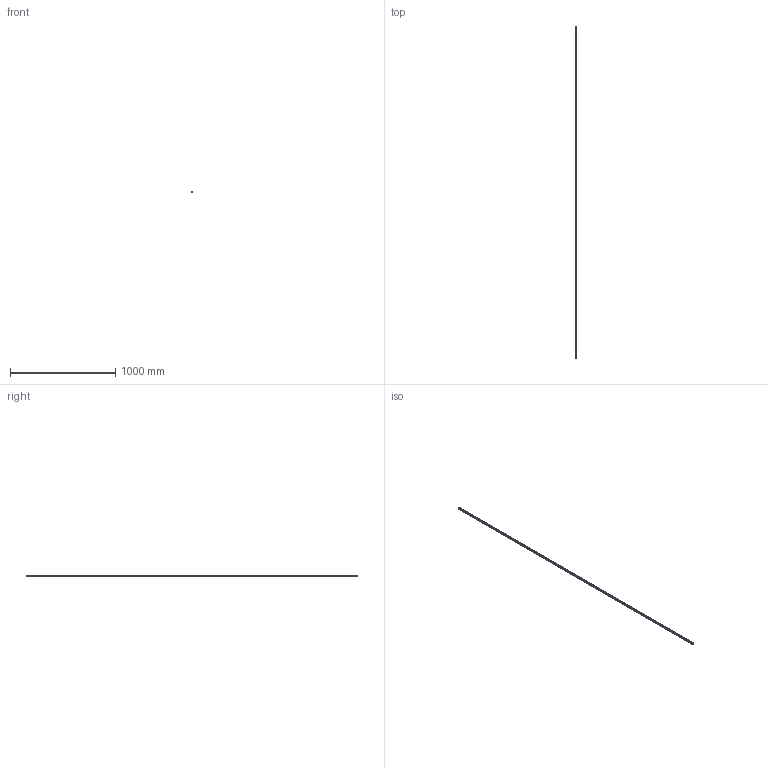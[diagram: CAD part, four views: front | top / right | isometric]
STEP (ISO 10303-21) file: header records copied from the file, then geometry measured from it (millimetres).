
FILE_DESCRIPTION(('STEP AP214'),'1');
FILE_NAME('cctmp_EAEC40BB-BCB8-498A-B7FA-620FE220D044_2021_01_19_11_28_40_0788..stp','2021-01-19T10:28:40',('HIWIN GmbH'),('CADClick - www.CADClick.com'),'Spatial InterOp 3D',' ','unknown authorization');
FILE_SCHEMA(('AUTOMOTIVE_DESIGN'));
Length unit declared in the file: millimetre
Products named in the file (1): HGR15T3150C_FILE
Bounding box: 15 x 3150 x 15 mm (x, y, z)
Volume: 591230.4 mm3; surface area: 199845 mm2
Topology: 1 solids, 1 shells, 327 faces, 857 edges, 483 vertices
Faces by surface type: cylinder 132, cone 106, plane 89
Entity records: 11865 total; most frequent: DIRECTION 1671, CARTESIAN_POINT 1562, ORIENTED_EDGE 1502, EDGE_CURVE 751, AXIS2_PLACEMENT_3D 592, LINE 487, VECTOR 487, VERTEX_POINT 483
